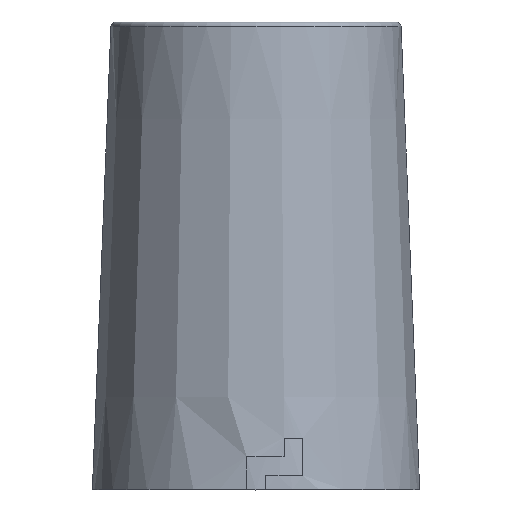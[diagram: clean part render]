
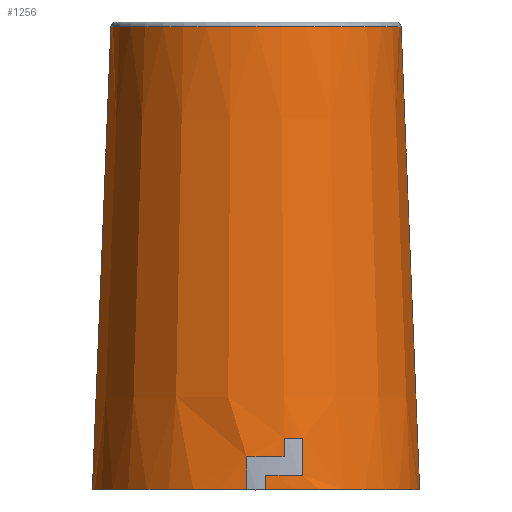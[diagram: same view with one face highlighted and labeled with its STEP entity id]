
A CAD part, top view. The second image highlights one B-rep face of the part: STEP entity #1256.
In plain terms, the highlighted conical face has half-angle 2.291 degrees and reference radius 31.038 mm.
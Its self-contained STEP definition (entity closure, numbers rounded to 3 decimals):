
#23 = AXIS2_PLACEMENT_3D ( 'NONE', #341, #365, #180 ) ;
#30 = CARTESIAN_POINT ( 'NONE',  ( -2., 0., 34.943 ) ) ;
#39 = VERTEX_POINT ( 'NONE', #30 ) ;
#65 = CARTESIAN_POINT ( 'NONE',  ( 6., 7., 34.198 ) ) ;
#75 = CARTESIAN_POINT ( 'NONE',  ( 6., 8.333, 34.143 ) ) ;
#102 = ORIENTED_EDGE ( 'NONE', *, *, #964, .F. ) ;
#108 = EDGE_CURVE ( 'NONE', #717, #1748, #2355, .T. ) ;
#109 = CIRCLE ( 'NONE', #23, 35. ) ;
#136 = DIRECTION ( 'NONE',  ( 0., 1., 0. ) ) ;
#146 = ORIENTED_EDGE ( 'NONE', *, *, #556, .F. ) ;
#161 = DIRECTION ( 'NONE',  ( 0., 0., -1. ) ) ;
#169 = B_SPLINE_CURVE_WITH_KNOTS ( 'NONE', 3,
 ( #1107, #2237, #562, #516 ),
 .UNSPECIFIED., .F., .F.,
 ( 4, 4 ),
 ( 0.036, 0.044 ),
 .UNSPECIFIED. ) ;
#180 = DIRECTION ( 'NONE',  ( 1., 0., 0. ) ) ;
#239 = CARTESIAN_POINT ( 'NONE',  ( 0., 0., 0. ) ) ;
#249 = ORIENTED_EDGE ( 'NONE', *, *, #2119, .F. ) ;
#341 = CARTESIAN_POINT ( 'NONE',  ( 0., 0., 0. ) ) ;
#365 = DIRECTION ( 'NONE',  ( 0., -1., 0. ) ) ;
#388 = VERTEX_POINT ( 'NONE', #1626 ) ;
#424 = VERTEX_POINT ( 'NONE', #1413 ) ;
#438 = CARTESIAN_POINT ( 'NONE',  ( -31.038, 99.04, 0. ) ) ;
#443 = CARTESIAN_POINT ( 'NONE',  ( -35., 0., 0. ) ) ;
#446 = CARTESIAN_POINT ( 'NONE',  ( 6., 11., 34.035 ) ) ;
#460 = EDGE_CURVE ( 'NONE', #1972, #39, #1786, .T. ) ;
#473 = CARTESIAN_POINT ( 'NONE',  ( 2., 0., 34.943 ) ) ;
#516 = CARTESIAN_POINT ( 'NONE',  ( 10., 11., 33.082 ) ) ;
#545 = ORIENTED_EDGE ( 'NONE', *, *, #2434, .F. ) ;
#552 = ORIENTED_EDGE ( 'NONE', *, *, #460, .F. ) ;
#556 = EDGE_CURVE ( 'NONE', #940, #1208, #1135, .T. ) ;
#562 = CARTESIAN_POINT ( 'NONE',  ( 10., 8.333, 33.193 ) ) ;
#584 = DIRECTION ( 'NONE',  ( 0., 0., -1. ) ) ;
#592 = DIRECTION ( 'NONE',  ( 0., -1., 0. ) ) ;
#605 = DIRECTION ( 'NONE',  ( 0., -1., 0. ) ) ;
#635 = DIRECTION ( 'NONE',  ( 0., -1., 0. ) ) ;
#640 = ORIENTED_EDGE ( 'NONE', *, *, #957, .F. ) ;
#675 = CARTESIAN_POINT ( 'NONE',  ( 2., 1., 34.903 ) ) ;
#685 = EDGE_CURVE ( 'NONE', #388, #717, #1861, .T. ) ;
#717 = VERTEX_POINT ( 'NONE', #1156 ) ;
#775 = AXIS2_PLACEMENT_3D ( 'NONE', #2108, #592, #1145 ) ;
#852 = CARTESIAN_POINT ( 'NONE',  ( 6., 11., 34.035 ) ) ;
#875 = AXIS2_PLACEMENT_3D ( 'NONE', #996, #635, #584 ) ;
#898 = CARTESIAN_POINT ( 'NONE',  ( 6., 9.667, 34.089 ) ) ;
#904 = CARTESIAN_POINT ( 'NONE',  ( 10., 3., 33.416 ) ) ;
#931 = DIRECTION ( 'NONE',  ( 0., 0., 1. ) ) ;
#940 = VERTEX_POINT ( 'NONE', #1523 ) ;
#948 = ORIENTED_EDGE ( 'NONE', *, *, #108, .T. ) ;
#957 = EDGE_CURVE ( 'NONE', #1534, #940, #169, .T. ) ;
#964 = EDGE_CURVE ( 'NONE', #424, #1534, #1183, .T. ) ;
#968 = CARTESIAN_POINT ( 'NONE',  ( 35., 0., 0. ) ) ;
#971 = CARTESIAN_POINT ( 'NONE',  ( 31.038, 99.04, 0. ) ) ;
#996 = CARTESIAN_POINT ( 'NONE',  ( 0., 7., 0. ) ) ;
#1009 = DIRECTION ( 'NONE',  ( 1., 0., 0. ) ) ;
#1050 = VERTEX_POINT ( 'NONE', #968 ) ;
#1096 = AXIS2_PLACEMENT_3D ( 'NONE', #2262, #1131, #161 ) ;
#1107 = CARTESIAN_POINT ( 'NONE',  ( 10., 3., 33.416 ) ) ;
#1131 = DIRECTION ( 'NONE',  ( 0., -1., 0. ) ) ;
#1134 = CARTESIAN_POINT ( 'NONE',  ( -2., 7., 34.662 ) ) ;
#1135 = CIRCLE ( 'NONE', #1096, 34.56 ) ;
#1145 = DIRECTION ( 'NONE',  ( 1., 0., 0. ) ) ;
#1156 = CARTESIAN_POINT ( 'NONE',  ( -31.038, 99.04, 0. ) ) ;
#1179 = VERTEX_POINT ( 'NONE', #473 ) ;
#1183 = CIRCLE ( 'NONE', #1906, 34.88 ) ;
#1208 = VERTEX_POINT ( 'NONE', #446 ) ;
#1227 = CARTESIAN_POINT ( 'NONE',  ( 2., 3., 34.823 ) ) ;
#1256 = ADVANCED_FACE ( 'NONE', ( #2184 ), #1988, .T. ) ;
#1357 = CIRCLE ( 'NONE', #1996, 35. ) ;
#1386 = LINE ( 'NONE', #971, #1517 ) ;
#1390 = CARTESIAN_POINT ( 'NONE',  ( 6., 7., 34.198 ) ) ;
#1398 = EDGE_LOOP ( 'NONE', ( #1983, #948, #2474, #552, #249, #545, #146, #640, #102, #1913, #1521, #2398 ) ) ;
#1413 = CARTESIAN_POINT ( 'NONE',  ( 2., 3., 34.823 ) ) ;
#1517 = VECTOR ( 'NONE', #1536, 1000. ) ;
#1521 = ORIENTED_EDGE ( 'NONE', *, *, #2026, .F. ) ;
#1523 = CARTESIAN_POINT ( 'NONE',  ( 10., 11., 33.082 ) ) ;
#1534 = VERTEX_POINT ( 'NONE', #904 ) ;
#1536 = DIRECTION ( 'NONE',  ( 0.04, -0.999, 0. ) ) ;
#1597 = DIRECTION ( 'NONE',  ( -0.04, -0.999, 0. ) ) ;
#1600 = CARTESIAN_POINT ( 'NONE',  ( -2., 7., 34.662 ) ) ;
#1626 = CARTESIAN_POINT ( 'NONE',  ( 31.038, 99.04, 0. ) ) ;
#1667 = CARTESIAN_POINT ( 'NONE',  ( 2., 0., 34.943 ) ) ;
#1748 = VERTEX_POINT ( 'NONE', #443 ) ;
#1781 = VERTEX_POINT ( 'NONE', #65 ) ;
#1786 = B_SPLINE_CURVE_WITH_KNOTS ( 'NONE', 3,
 ( #1600, #2165, #2409, #2031 ),
 .UNSPECIFIED., .F., .F.,
 ( 4, 4 ),
 ( 0.036, 0.043 ),
 .UNSPECIFIED. ) ;
#1830 = CARTESIAN_POINT ( 'NONE',  ( 2., 2., 34.863 ) ) ;
#1835 = B_SPLINE_CURVE_WITH_KNOTS ( 'NONE', 3,
 ( #1667, #675, #1830, #1227 ),
 .UNSPECIFIED., .F., .F.,
 ( 4, 4 ),
 ( 0.035, 0.038 ),
 .UNSPECIFIED. ) ;
#1860 = CARTESIAN_POINT ( 'NONE',  ( 0., 3., 0. ) ) ;
#1861 = CIRCLE ( 'NONE', #775, 31.038 ) ;
#1886 = EDGE_CURVE ( 'NONE', #1179, #424, #1835, .T. ) ;
#1906 = AXIS2_PLACEMENT_3D ( 'NONE', #1860, #136, #931 ) ;
#1913 = ORIENTED_EDGE ( 'NONE', *, *, #1886, .F. ) ;
#1958 = CIRCLE ( 'NONE', #875, 34.72 ) ;
#1972 = VERTEX_POINT ( 'NONE', #1134 ) ;
#1983 = ORIENTED_EDGE ( 'NONE', *, *, #685, .T. ) ;
#1988 = CONICAL_SURFACE ( 'NONE', #2352, 31.038, 0.04 ) ;
#1996 = AXIS2_PLACEMENT_3D ( 'NONE', #239, #605, #1009 ) ;
#2008 = DIRECTION ( 'NONE',  ( 0., -1., 0. ) ) ;
#2019 = DIRECTION ( 'NONE',  ( 1., 0., 0. ) ) ;
#2026 = EDGE_CURVE ( 'NONE', #1050, #1179, #109, .T. ) ;
#2031 = CARTESIAN_POINT ( 'NONE',  ( -2., 0., 34.943 ) ) ;
#2108 = CARTESIAN_POINT ( 'NONE',  ( 0., 99.04, 0. ) ) ;
#2119 = EDGE_CURVE ( 'NONE', #1781, #1972, #1958, .T. ) ;
#2140 = EDGE_CURVE ( 'NONE', #39, #1748, #1357, .T. ) ;
#2161 = B_SPLINE_CURVE_WITH_KNOTS ( 'NONE', 3,
 ( #852, #898, #75, #1390 ),
 .UNSPECIFIED., .F., .F.,
 ( 4, 4 ),
 ( 0.035, 0.039 ),
 .UNSPECIFIED. ) ;
#2165 = CARTESIAN_POINT ( 'NONE',  ( -2., 4.667, 34.756 ) ) ;
#2184 = FACE_OUTER_BOUND ( 'NONE', #1398, .T. ) ;
#2191 = EDGE_CURVE ( 'NONE', #388, #1050, #1386, .T. ) ;
#2196 = CARTESIAN_POINT ( 'NONE',  ( 0., 99.04, 0. ) ) ;
#2237 = CARTESIAN_POINT ( 'NONE',  ( 10., 5.667, 33.304 ) ) ;
#2262 = CARTESIAN_POINT ( 'NONE',  ( 0., 11., 0. ) ) ;
#2352 = AXIS2_PLACEMENT_3D ( 'NONE', #2196, #2008, #2019 ) ;
#2355 = LINE ( 'NONE', #438, #2364 ) ;
#2364 = VECTOR ( 'NONE', #1597, 1000. ) ;
#2398 = ORIENTED_EDGE ( 'NONE', *, *, #2191, .F. ) ;
#2409 = CARTESIAN_POINT ( 'NONE',  ( -2., 2.333, 34.849 ) ) ;
#2434 = EDGE_CURVE ( 'NONE', #1208, #1781, #2161, .T. ) ;
#2474 = ORIENTED_EDGE ( 'NONE', *, *, #2140, .F. ) ;
